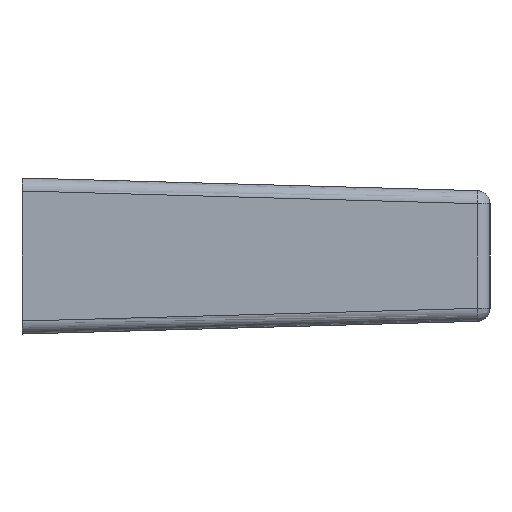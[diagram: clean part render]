
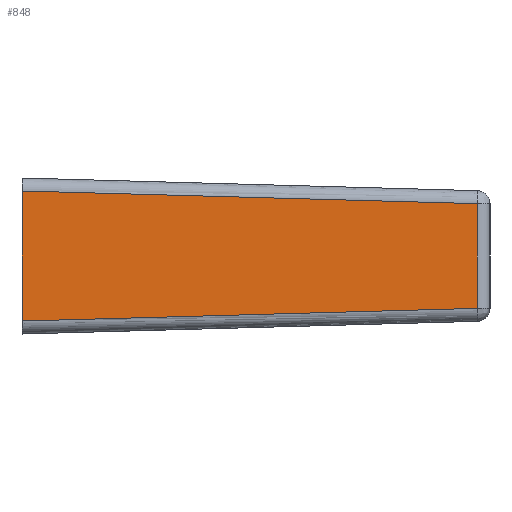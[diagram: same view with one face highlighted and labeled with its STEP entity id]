
A CAD part, left-side view. The second image highlights one B-rep face of the part: STEP entity #848.
In plain terms, the highlighted free-form (B-spline) face has degree [1, 1] with [2, 2] control points.
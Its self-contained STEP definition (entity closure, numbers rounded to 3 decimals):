
#707=CARTESIAN_POINT('',(-95.0,0.,-5.));
#708=VERTEX_POINT('',#707);
#719=CARTESIAN_POINT('',(-95.0,0.,5.));
#720=VERTEX_POINT('',#719);
#721=CARTESIAN_POINT('',(-95.0,0.,5.));
#722=CARTESIAN_POINT('',(-95.0,0.,-5.));
#723=QUASI_UNIFORM_CURVE('',1,(#721,#722),.UNSPECIFIED.,.F.,.U.);
#724=EDGE_CURVE('',#720,#708,#723,.T.);
#821=CARTESIAN_POINT('',(-93.978,-36.777,-5.5));
#822=CARTESIAN_POINT('',(-95.049,1.75,-5.5));
#823=CARTESIAN_POINT('',(-93.978,-36.777,5.5));
#824=CARTESIAN_POINT('',(-95.049,1.75,5.5));
#825=B_SPLINE_SURFACE_WITH_KNOTS('',1,1,((#821,#823),(#822,#824)),.UNSPECIFIED.,.F.,.F.,.U.,(2,2),(2,2),(0.0,38.542),(0.0,11.),.UNSPECIFIED.);
#826=ORIENTED_EDGE('',*,*,#724,.T.);
#827=CARTESIAN_POINT('',(-94.027,-35.028,-4.027));
#828=VERTEX_POINT('',#827);
#829=CARTESIAN_POINT('',(-95.0,0.,-5.));
#830=CARTESIAN_POINT('',(-94.027,-35.028,-4.027));
#831=QUASI_UNIFORM_CURVE('',1,(#829,#830),.UNSPECIFIED.,.F.,.U.);
#832=EDGE_CURVE('',#708,#828,#831,.T.);
#833=ORIENTED_EDGE('',*,*,#832,.T.);
#834=CARTESIAN_POINT('',(-94.027,-35.028,4.027));
#835=VERTEX_POINT('',#834);
#836=CARTESIAN_POINT('',(-94.027,-35.028,-4.027));
#837=CARTESIAN_POINT('',(-94.027,-35.028,4.027));
#838=QUASI_UNIFORM_CURVE('',1,(#836,#837),.UNSPECIFIED.,.F.,.U.);
#839=EDGE_CURVE('',#828,#835,#838,.T.);
#840=ORIENTED_EDGE('',*,*,#839,.T.);
#841=CARTESIAN_POINT('',(-94.027,-35.028,4.027));
#842=CARTESIAN_POINT('',(-95.0,0.,5.));
#843=QUASI_UNIFORM_CURVE('',1,(#841,#842),.UNSPECIFIED.,.F.,.U.);
#844=EDGE_CURVE('',#835,#720,#843,.T.);
#845=ORIENTED_EDGE('',*,*,#844,.T.);
#846=EDGE_LOOP('',(#826,#833,#840,#845));
#847=FACE_OUTER_BOUND('',#846,.T.);
#848=ADVANCED_FACE('',(#847),#825,.F.);
